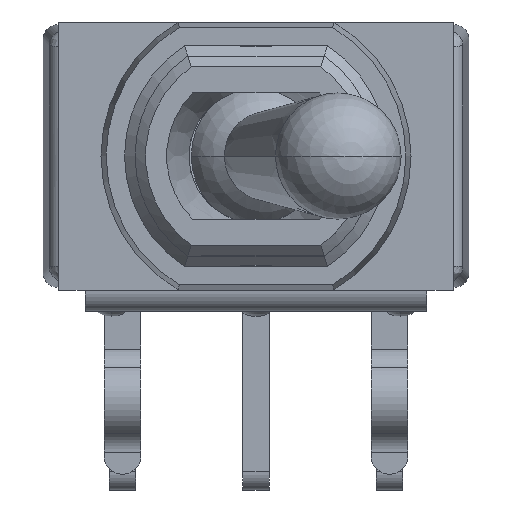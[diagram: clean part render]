
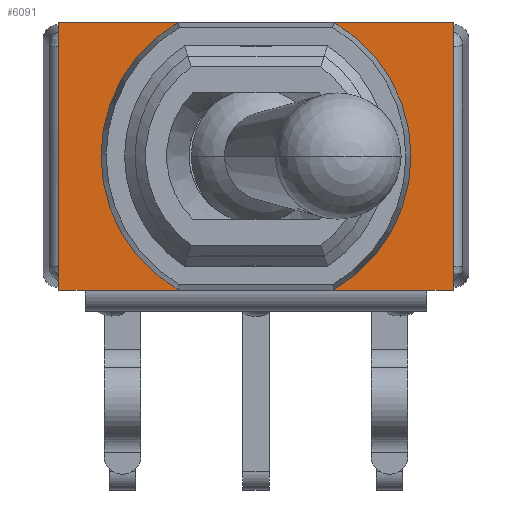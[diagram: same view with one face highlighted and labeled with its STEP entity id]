
A CAD part, front view. The second image highlights one B-rep face of the part: STEP entity #6091.
In plain terms, the highlighted planar face has unit normal (0, -1, 0).
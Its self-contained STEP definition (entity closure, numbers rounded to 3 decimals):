
#907=DIRECTION('',(1.,0.,0.));
#908=VECTOR('',#907,7.5);
#909=CARTESIAN_POINT('',(-3.75,-7.13,2.55));
#910=LINE('',#909,#908);
#911=DIRECTION('',(0.,0.,1.));
#912=VECTOR('',#911,5.1);
#913=CARTESIAN_POINT('',(3.75,-7.13,-2.55));
#914=LINE('',#913,#912);
#915=DIRECTION('',(1.,0.,0.));
#916=VECTOR('',#915,0.5);
#917=CARTESIAN_POINT('',(3.25,-7.13,-2.55));
#918=LINE('',#917,#916);
#919=DIRECTION('',(-1.,0.,0.));
#920=VECTOR('',#919,6.5);
#921=CARTESIAN_POINT('',(3.25,-7.13,-2.55));
#922=LINE('',#921,#920);
#923=DIRECTION('',(1.,0.,0.));
#924=VECTOR('',#923,0.5);
#925=CARTESIAN_POINT('',(-3.75,-7.13,-2.55));
#926=LINE('',#925,#924);
#927=DIRECTION('',(0.,0.,-1.));
#928=VECTOR('',#927,5.1);
#929=CARTESIAN_POINT('',(-3.75,-7.13,2.55));
#930=LINE('',#929,#928);
#931=CARTESIAN_POINT('',(0.,-7.13,0.));
#932=DIRECTION('',(0.,-1.,0.));
#933=DIRECTION('',(0.503,0.,-0.864));
#934=AXIS2_PLACEMENT_3D('',#931,#932,#933);
#936=CARTESIAN_POINT('',(0.,-7.13,0.));
#937=DIRECTION('',(0.,-1.,0.));
#938=DIRECTION('',(-0.503,0.,0.864));
#939=AXIS2_PLACEMENT_3D('',#936,#937,#938);
#941=DIRECTION('',(-1.,0.,0.));
#942=VECTOR('',#941,2.966);
#943=CARTESIAN_POINT('',(1.483,-7.13,-2.548));
#944=LINE('',#943,#942);
#1349=CARTESIAN_POINT('',(1.483,-7.13,2.548));
#1351=CARTESIAN_POINT('',(1.483,-7.13,-2.548));
#1363=DIRECTION('',(-1.,0.,0.));
#1364=VECTOR('',#1363,2.966);
#1365=CARTESIAN_POINT('',(1.483,-7.13,2.548));
#1366=LINE('',#1365,#1364);
#1375=CARTESIAN_POINT('',(-1.483,-7.13,2.548));
#1392=CARTESIAN_POINT('',(-1.483,-7.13,-2.548));
#4695=CARTESIAN_POINT('',(-3.75,-7.13,2.55));
#4696=CARTESIAN_POINT('',(-3.75,-7.13,-2.55));
#4697=VERTEX_POINT('',#4695);
#4698=VERTEX_POINT('',#4696);
#4699=CARTESIAN_POINT('',(3.75,-7.13,-2.55));
#4700=CARTESIAN_POINT('',(3.75,-7.13,2.55));
#4701=VERTEX_POINT('',#4699);
#4702=VERTEX_POINT('',#4700);
#4732=CARTESIAN_POINT('',(-3.25,-7.13,-2.55));
#4734=VERTEX_POINT('',#4732);
#4735=CARTESIAN_POINT('',(3.25,-7.13,-2.55));
#4737=VERTEX_POINT('',#4735);
#4739=VERTEX_POINT('',#1351);
#4743=VERTEX_POINT('',#1392);
#4745=VERTEX_POINT('',#1349);
#4746=VERTEX_POINT('',#1375);
#6063=CARTESIAN_POINT('',(0.,-7.13,0.));
#6064=DIRECTION('',(0.,-1.,0.));
#6065=DIRECTION('',(0.,0.,-1.));
#6066=AXIS2_PLACEMENT_3D('',#6063,#6064,#6065);
#6067=PLANE('',#6066);
#6069=ORIENTED_EDGE('',*,*,#6068,.T.);
#6071=ORIENTED_EDGE('',*,*,#6070,.F.);
#6073=ORIENTED_EDGE('',*,*,#6072,.F.);
#6074=ORIENTED_EDGE('',*,*,#6053,.T.);
#6076=ORIENTED_EDGE('',*,*,#6075,.F.);
#6078=ORIENTED_EDGE('',*,*,#6077,.F.);
#6079=EDGE_LOOP('',(#6069,#6071,#6073,#6074,#6076,#6078));
#6080=FACE_OUTER_BOUND('',#6079,.F.);
#6082=ORIENTED_EDGE('',*,*,#6081,.T.);
#6084=ORIENTED_EDGE('',*,*,#6083,.T.);
#6086=ORIENTED_EDGE('',*,*,#6085,.T.);
#6088=ORIENTED_EDGE('',*,*,#6087,.F.);
#6089=EDGE_LOOP('',(#6082,#6084,#6086,#6088));
#6090=FACE_BOUND('',#6089,.F.);
#935=CIRCLE('',#934,2.948);
#940=CIRCLE('',#939,2.948);
#6053=EDGE_CURVE('',#4737,#4734,#922,.T.);
#6068=EDGE_CURVE('',#4697,#4702,#910,.T.);
#6070=EDGE_CURVE('',#4701,#4702,#914,.T.);
#6072=EDGE_CURVE('',#4737,#4701,#918,.T.);
#6075=EDGE_CURVE('',#4698,#4734,#926,.T.);
#6077=EDGE_CURVE('',#4697,#4698,#930,.T.);
#6081=EDGE_CURVE('',#4739,#4745,#935,.T.);
#6083=EDGE_CURVE('',#4745,#4746,#1366,.T.);
#6085=EDGE_CURVE('',#4746,#4743,#940,.T.);
#6087=EDGE_CURVE('',#4739,#4743,#944,.T.);
#6091=ADVANCED_FACE('',(#6080,#6090),#6067,.T.);
